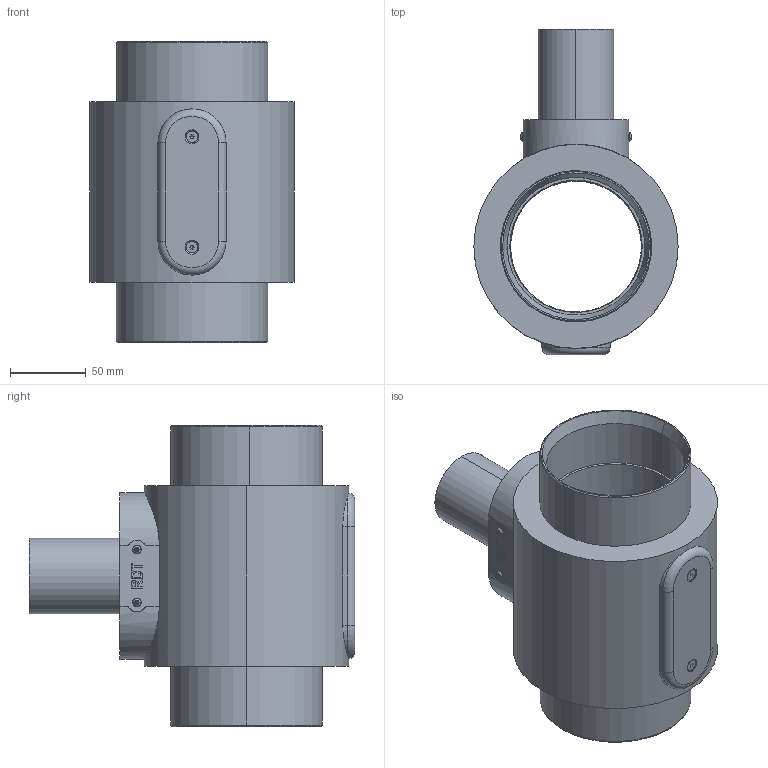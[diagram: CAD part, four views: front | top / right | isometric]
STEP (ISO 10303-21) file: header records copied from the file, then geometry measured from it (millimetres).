
FILE_DESCRIPTION (( 'STEP AP214' ), '1' );
FILE_NAME ('P-086-030-rev-A-BT.STEP', '2021-05-29T07:23:30', ( '' ), ( '' ), 'SwSTEP 2.0', 'SolidWorks 2021', '' );
FILE_SCHEMA (( 'AUTOMOTIVE_DESIGN' ));
Length unit declared in the file: millimetre
Products named in the file (1): P-086-030-rev-A-BT
Bounding box: 135 x 215.36 x 199.06 mm (x, y, z)
Volume: 1351431.1 mm3; surface area: 167300.4 mm2
Topology: 5 solids, 13 shells, 525 faces, 1234 edges, 752 vertices
Faces by surface type: plane 260, cylinder 113, cone 74, torus 38, bspline 32, sphere 8
Entity records: 21502 total; most frequent: CARTESIAN_POINT 4077, DIRECTION 2484, ORIENTED_EDGE 2404, EDGE_CURVE 1202, AXIS2_PLACEMENT_3D 935, VERTEX_POINT 752, LINE 614, VECTOR 614
